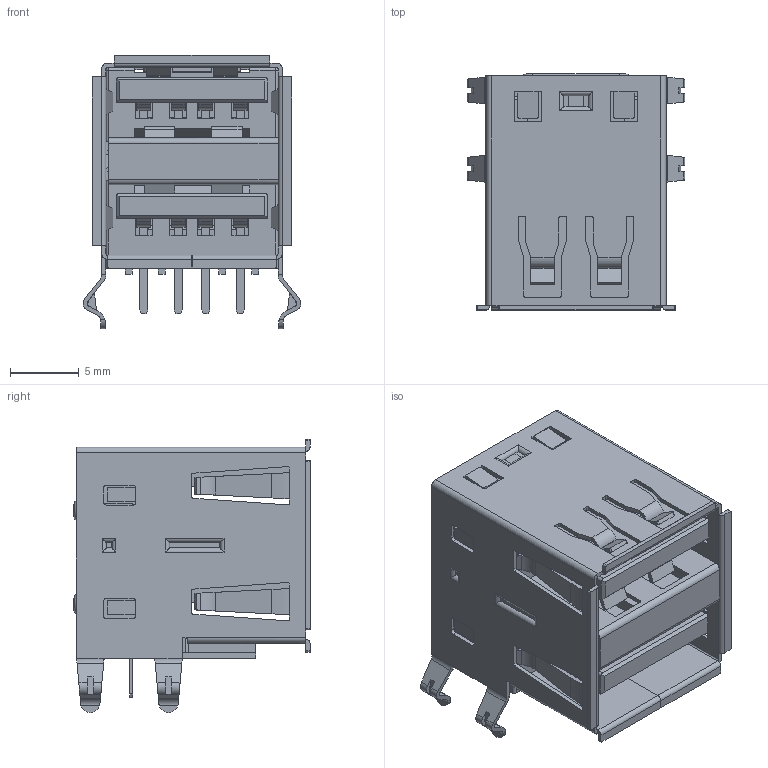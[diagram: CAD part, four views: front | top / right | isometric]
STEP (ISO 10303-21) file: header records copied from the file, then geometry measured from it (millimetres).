
FILE_DESCRIPTION(('FreeCAD Model'),'2;1');
FILE_NAME( '61400826021.step' ,'2018-05-31T18:30:20',('kicad StepUp'),('ksu MCAD'), 'Open CASCADE STEP processor 6.8','FreeCAD','Unknown');
FILE_SCHEMA(('AUTOMOTIVE_DESIGN_CC2 { 1 2 10303 214 -1 1 5 4 }'));
Length unit declared in the file: millimetre
Products named in the file (1): 61400826021
Bounding box: 15.83 x 17.15 x 19.84 mm (x, y, z)
Volume: 1587.2 mm3; surface area: 4531.6 mm2
Topology: 1 solids, 1 shells, 1382 faces, 4083 edges, 2636 vertices
Faces by surface type: plane 954, cylinder 412, torus 12, bspline 2, sphere 2
Entity records: 55791 total; most frequent: CARTESIAN_POINT 8387, ORIENTED_EDGE 8162, DIRECTION 7655, EDGE_CURVE 4081, LINE 3217, VECTOR 3217, VERTEX_POINT 2636, AXIS2_PLACEMENT_3D 2219
